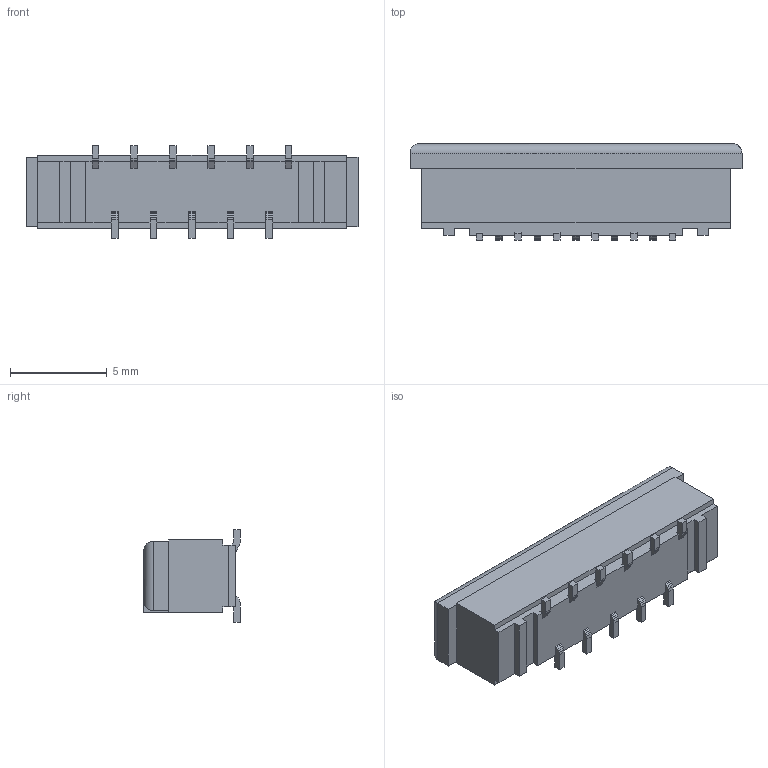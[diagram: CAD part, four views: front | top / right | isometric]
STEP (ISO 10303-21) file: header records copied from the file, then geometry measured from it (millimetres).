
FILE_DESCRIPTION(('STEP AP214'),'1');
FILE_NAME('ffc_fpc_affc10-11-100-svs-t.stp','2015-04-30T10:19:11',('TraceParts'),('TraceParts S.A.'),'XStep 1.0',' ',' ');
FILE_SCHEMA(('automotive_design'));
Length unit declared in the file: millimetre
Products named in the file (1): 1
Bounding box: 17.2 x 5 x 4.8 mm (x, y, z)
Volume: 263.4 mm3; surface area: 433.4 mm2
Topology: 1 solids, 1 shells, 477 faces, 1417 edges, 942 vertices
Faces by surface type: plane 472, cylinder 5
Entity records: 31304 total; most frequent: CARTESIAN_POINT 2837, STYLED_ITEM 2836, PRESENTATION_STYLE_ASSIGNMENT 2836, COLOUR_RGB 2836, ORIENTED_EDGE 2834, DIRECTION 2379, EDGE_CURVE 1417, CURVE_STYLE 1417
